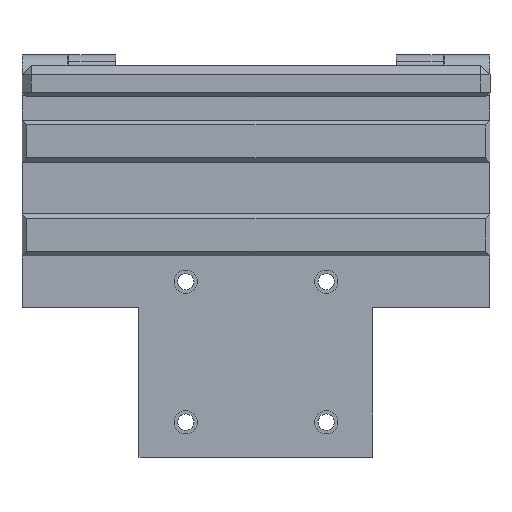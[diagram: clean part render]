
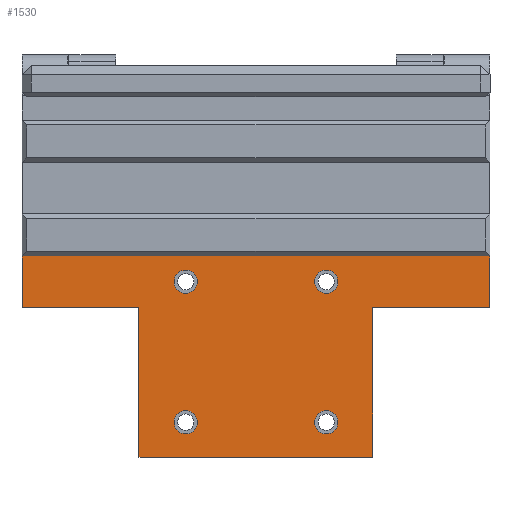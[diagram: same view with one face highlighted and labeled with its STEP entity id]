
A CAD part, front view. The second image highlights one B-rep face of the part: STEP entity #1530.
In plain terms, the highlighted planar face has unit normal (0, -1, 0).
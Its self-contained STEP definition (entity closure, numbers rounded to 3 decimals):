
#37=FACE_BOUND('',#219,.T.);
#38=FACE_BOUND('',#220,.T.);
#39=FACE_BOUND('',#221,.T.);
#40=FACE_BOUND('',#222,.T.);
#65=PLANE('',#1667);
#126=FACE_OUTER_BOUND('',#218,.T.);
#218=EDGE_LOOP('',(#1103,#1104,#1105,#1106,#1107,#1108,#1109,#1110));
#219=EDGE_LOOP('',(#1111,#1112));
#220=EDGE_LOOP('',(#1113,#1114));
#221=EDGE_LOOP('',(#1115));
#222=EDGE_LOOP('',(#1116));
#332=LINE('',#2394,#468);
#333=LINE('',#2396,#469);
#334=LINE('',#2398,#470);
#335=LINE('',#2400,#471);
#336=LINE('',#2402,#472);
#337=LINE('',#2404,#473);
#338=LINE('',#2406,#474);
#339=LINE('',#2407,#475);
#468=VECTOR('',#1903,1000.);
#469=VECTOR('',#1904,1000.);
#470=VECTOR('',#1905,10.);
#471=VECTOR('',#1906,10.);
#472=VECTOR('',#1907,1000.);
#473=VECTOR('',#1908,1000.);
#474=VECTOR('',#1909,1000.);
#475=VECTOR('',#1910,10.);
#586=CIRCLE('',#1632,2.5);
#587=CIRCLE('',#1633,2.5);
#590=CIRCLE('',#1637,2.5);
#591=CIRCLE('',#1638,2.5);
#598=CIRCLE('',#1648,2.5);
#602=CIRCLE('',#1654,2.5);
#669=VERTEX_POINT('',#2302);
#670=VERTEX_POINT('',#2303);
#673=VERTEX_POINT('',#2312);
#674=VERTEX_POINT('',#2313);
#681=VERTEX_POINT('',#2332);
#685=VERTEX_POINT('',#2343);
#705=VERTEX_POINT('',#2392);
#706=VERTEX_POINT('',#2393);
#707=VERTEX_POINT('',#2395);
#708=VERTEX_POINT('',#2397);
#709=VERTEX_POINT('',#2399);
#710=VERTEX_POINT('',#2401);
#711=VERTEX_POINT('',#2403);
#712=VERTEX_POINT('',#2405);
#818=EDGE_CURVE('',#669,#670,#586,.T.);
#819=EDGE_CURVE('',#670,#669,#587,.T.);
#823=EDGE_CURVE('',#673,#674,#590,.T.);
#824=EDGE_CURVE('',#674,#673,#591,.T.);
#832=EDGE_CURVE('',#681,#681,#598,.T.);
#837=EDGE_CURVE('',#685,#685,#602,.T.);
#860=EDGE_CURVE('',#705,#706,#332,.T.);
#861=EDGE_CURVE('',#707,#706,#333,.T.);
#862=EDGE_CURVE('',#707,#708,#334,.T.);
#863=EDGE_CURVE('',#708,#709,#335,.T.);
#864=EDGE_CURVE('',#709,#710,#336,.T.);
#865=EDGE_CURVE('',#711,#710,#337,.T.);
#866=EDGE_CURVE('',#712,#711,#338,.T.);
#867=EDGE_CURVE('',#705,#712,#339,.F.);
#1103=ORIENTED_EDGE('',*,*,#860,.T.);
#1104=ORIENTED_EDGE('',*,*,#861,.F.);
#1105=ORIENTED_EDGE('',*,*,#862,.T.);
#1106=ORIENTED_EDGE('',*,*,#863,.T.);
#1107=ORIENTED_EDGE('',*,*,#864,.T.);
#1108=ORIENTED_EDGE('',*,*,#865,.F.);
#1109=ORIENTED_EDGE('',*,*,#866,.F.);
#1110=ORIENTED_EDGE('',*,*,#867,.F.);
#1111=ORIENTED_EDGE('',*,*,#818,.T.);
#1112=ORIENTED_EDGE('',*,*,#819,.T.);
#1113=ORIENTED_EDGE('',*,*,#823,.T.);
#1114=ORIENTED_EDGE('',*,*,#824,.T.);
#1115=ORIENTED_EDGE('',*,*,#837,.T.);
#1116=ORIENTED_EDGE('',*,*,#832,.T.);
#1530=ADVANCED_FACE('',(#126,#37,#38,#39,#40),#65,.F.);
#1632=AXIS2_PLACEMENT_3D('',#2304,#1813,#1814);
#1633=AXIS2_PLACEMENT_3D('',#2305,#1815,#1816);
#1637=AXIS2_PLACEMENT_3D('',#2314,#1824,#1825);
#1638=AXIS2_PLACEMENT_3D('',#2315,#1826,#1827);
#1648=AXIS2_PLACEMENT_3D('',#2333,#1847,#1848);
#1654=AXIS2_PLACEMENT_3D('',#2344,#1860,#1861);
#1667=AXIS2_PLACEMENT_3D('',#2391,#1901,#1902);
#1813=DIRECTION('center_axis',(0.,1.,0.));
#1814=DIRECTION('ref_axis',(1.,0.,0.));
#1815=DIRECTION('center_axis',(0.,1.,0.));
#1816=DIRECTION('ref_axis',(1.,0.,0.));
#1824=DIRECTION('center_axis',(0.,1.,0.));
#1825=DIRECTION('ref_axis',(1.,0.,0.));
#1826=DIRECTION('center_axis',(0.,1.,0.));
#1827=DIRECTION('ref_axis',(1.,0.,0.));
#1847=DIRECTION('center_axis',(0.,1.,0.));
#1848=DIRECTION('ref_axis',(1.,0.,0.));
#1860=DIRECTION('center_axis',(0.,1.,0.));
#1861=DIRECTION('ref_axis',(1.,0.,0.));
#1901=DIRECTION('center_axis',(0.,1.,0.));
#1902=DIRECTION('ref_axis',(0.,0.,1.));
#1903=DIRECTION('',(0.,0.,1.));
#1904=DIRECTION('',(-1.,0.,0.));
#1905=DIRECTION('',(0.,0.,1.));
#1906=DIRECTION('',(-1.,0.,0.));
#1907=DIRECTION('',(0.,0.,-1.));
#1908=DIRECTION('',(-1.,0.,0.));
#1909=DIRECTION('',(0.,0.,1.));
#1910=DIRECTION('',(1.,0.,0.));
#2302=CARTESIAN_POINT('',(15.,20.,-47.51));
#2303=CARTESIAN_POINT('',(12.5,20.,-50.01));
#2304=CARTESIAN_POINT('Origin',(15.,20.,-50.01));
#2305=CARTESIAN_POINT('Origin',(15.,20.,-50.01));
#2312=CARTESIAN_POINT('',(-15.,20.,-47.51));
#2313=CARTESIAN_POINT('',(-17.5,20.,-50.01));
#2314=CARTESIAN_POINT('Origin',(-15.,20.,-50.01));
#2315=CARTESIAN_POINT('Origin',(-15.,20.,-50.01));
#2332=CARTESIAN_POINT('',(12.5,20.,-20.));
#2333=CARTESIAN_POINT('Origin',(15.,20.,-20.));
#2343=CARTESIAN_POINT('',(-17.5,20.,-20.));
#2344=CARTESIAN_POINT('Origin',(-15.,20.,-20.));
#2391=CARTESIAN_POINT('Origin',(50.,20.,0.));
#2392=CARTESIAN_POINT('',(25.,20.,-57.5));
#2393=CARTESIAN_POINT('',(25.,20.,-25.5));
#2394=CARTESIAN_POINT('',(25.,20.,0.));
#2395=CARTESIAN_POINT('',(50.,20.,-25.5));
#2396=CARTESIAN_POINT('',(50.,20.,-25.5));
#2397=CARTESIAN_POINT('',(50.,20.,-14.5));
#2398=CARTESIAN_POINT('',(50.,20.,-6.575));
#2399=CARTESIAN_POINT('',(-50.,20.,-14.5));
#2400=CARTESIAN_POINT('',(50.,20.,-14.5));
#2401=CARTESIAN_POINT('',(-50.,20.,-25.5));
#2402=CARTESIAN_POINT('',(-50.,20.,0.));
#2403=CARTESIAN_POINT('',(-25.,20.,-25.5));
#2404=CARTESIAN_POINT('',(50.,20.,-25.5));
#2405=CARTESIAN_POINT('',(-25.,20.,-57.5));
#2406=CARTESIAN_POINT('',(-25.,20.,0.));
#2407=CARTESIAN_POINT('',(37.5,20.,-57.5));
